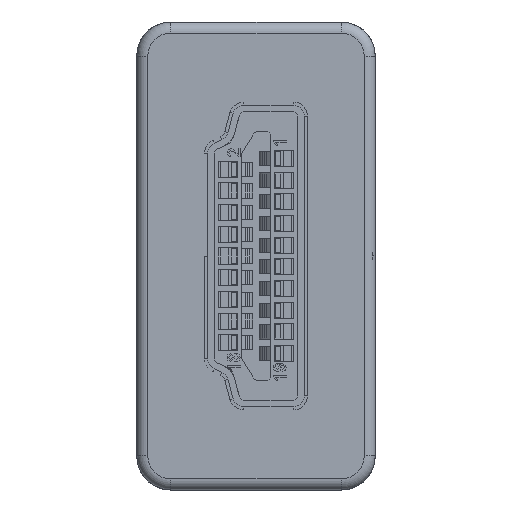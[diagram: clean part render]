
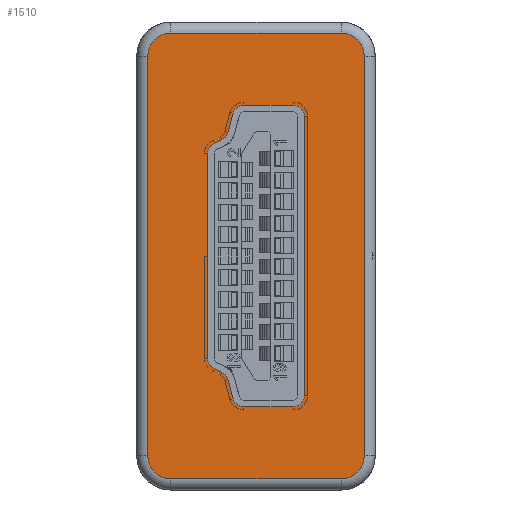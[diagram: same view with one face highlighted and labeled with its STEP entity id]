
A CAD part, left-side view. The second image highlights one B-rep face of the part: STEP entity #1510.
In plain terms, the highlighted face is planar.
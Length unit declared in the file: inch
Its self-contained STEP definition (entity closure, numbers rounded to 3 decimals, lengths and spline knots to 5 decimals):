
#628 = DIRECTION ( 'NONE',  ( 0., 1., 0. ) ) ;
#1104 = CARTESIAN_POINT ( 'NONE',  ( 0.23622, 0.038, 0. ) ) ;
#1510 = ADVANCED_FACE ( 'NONE', ( #73321, #60958 ), #61372, .F. ) ;
#1931 = EDGE_LOOP ( 'NONE', ( #59236, #72223, #51414, #28499, #21278, #13163, #62173, #84574 ) ) ;
#3197 = CARTESIAN_POINT ( 'NONE',  ( 0.23622, -0.05, 0. ) ) ;
#4862 = AXIS2_PLACEMENT_3D ( 'NONE', #85273, #32684, #20031 ) ;
#6905 = AXIS2_PLACEMENT_3D ( 'NONE', #20377, #59165, #19818 ) ;
#7976 = AXIS2_PLACEMENT_3D ( 'NONE', #61755, #8252, #41599 ) ;
#8252 = DIRECTION ( 'NONE',  ( 0., 0., -1. ) ) ;
#8423 = DIRECTION ( 'NONE',  ( 0., 1., 0. ) ) ;
#9307 = DIRECTION ( 'NONE',  ( -1., 0., 0. ) ) ;
#11327 = VERTEX_POINT ( 'NONE', #22525 ) ;
#11414 = ORIENTED_EDGE ( 'NONE', *, *, #78007, .T. ) ;
#11511 = DIRECTION ( 'NONE',  ( 1., 0., 0. ) ) ;
#11814 = LINE ( 'NONE', #22430, #56004 ) ;
#11893 = CARTESIAN_POINT ( 'NONE',  ( -0.363, 0.1545, 0. ) ) ;
#13163 = ORIENTED_EDGE ( 'NONE', *, *, #15900, .T. ) ;
#13520 = CARTESIAN_POINT ( 'NONE',  ( -0.363, -0.1545, 0. ) ) ;
#14399 = LINE ( 'NONE', #81447, #25754 ) ;
#15270 = DIRECTION ( 'NONE',  ( -1., 0., 0. ) ) ;
#15510 = CARTESIAN_POINT ( 'NONE',  ( -0.22422, -0.05, 0. ) ) ;
#15828 = CIRCLE ( 'NONE', #7976, 0.012 ) ;
#15900 = EDGE_CURVE ( 'NONE', #24823, #38961, #15828, .T. ) ;
#16457 = CIRCLE ( 'NONE', #6905, 0.012 ) ;
#17686 = CARTESIAN_POINT ( 'NONE',  ( -0.363, -0.1965, 0. ) ) ;
#17993 = VERTEX_POINT ( 'NONE', #39456 ) ;
#18375 = VECTOR ( 'NONE', #66613, 39.37008 ) ;
#19713 = VERTEX_POINT ( 'NONE', #28972 ) ;
#19818 = DIRECTION ( 'NONE',  ( -1., 0., 0. ) ) ;
#20031 = DIRECTION ( 'NONE',  ( -1., 0., 0. ) ) ;
#20377 = CARTESIAN_POINT ( 'NONE',  ( -0.22422, -0.038, 0. ) ) ;
#20749 = DIRECTION ( 'NONE',  ( -1., 0., 0. ) ) ;
#21278 = ORIENTED_EDGE ( 'NONE', *, *, #29168, .T. ) ;
#21919 = DIRECTION ( 'NONE',  ( 0., 0., 1. ) ) ;
#21972 = DIRECTION ( 'NONE',  ( 0., 0., -1. ) ) ;
#22430 = CARTESIAN_POINT ( 'NONE',  ( 0.405, 0.2165, 0. ) ) ;
#22525 = CARTESIAN_POINT ( 'NONE',  ( -0.405, 0.1545, 0. ) ) ;
#22833 = DIRECTION ( 'NONE',  ( 1., 0., 0. ) ) ;
#23196 = DIRECTION ( 'NONE',  ( 0., 0., 1. ) ) ;
#23619 = EDGE_CURVE ( 'NONE', #25499, #74819, #24839, .T. ) ;
#24823 = VERTEX_POINT ( 'NONE', #62704 ) ;
#24839 = CIRCLE ( 'NONE', #37931, 0.042 ) ;
#25049 = ORIENTED_EDGE ( 'NONE', *, *, #23619, .T. ) ;
#25196 = LINE ( 'NONE', #55225, #75558 ) ;
#25499 = VERTEX_POINT ( 'NONE', #39005 ) ;
#25754 = VECTOR ( 'NONE', #22833, 39.37008 ) ;
#27435 = VERTEX_POINT ( 'NONE', #41996 ) ;
#27637 = DIRECTION ( 'NONE',  ( 0., 0., 1. ) ) ;
#27875 = VERTEX_POINT ( 'NONE', #38255 ) ;
#27914 = VERTEX_POINT ( 'NONE', #51463 ) ;
#28499 = ORIENTED_EDGE ( 'NONE', *, *, #66287, .T. ) ;
#28972 = CARTESIAN_POINT ( 'NONE',  ( 0.22422, -0.05, 0. ) ) ;
#29112 = CARTESIAN_POINT ( 'NONE',  ( -0.425, 0.2165, 0. ) ) ;
#29150 = EDGE_LOOP ( 'NONE', ( #70456, #71921, #40235, #25049, #62896, #71629, #11414, #55094 ) ) ;
#29168 = EDGE_CURVE ( 'NONE', #27435, #24823, #57235, .T. ) ;
#29770 = DIRECTION ( 'NONE',  ( -1., 0., 0. ) ) ;
#30444 = VERTEX_POINT ( 'NONE', #56227 ) ;
#30664 = CARTESIAN_POINT ( 'NONE',  ( 0.363, -0.1545, 0. ) ) ;
#31335 = DIRECTION ( 'NONE',  ( -1., 0., 0. ) ) ;
#32199 = CARTESIAN_POINT ( 'NONE',  ( 0.22422, 0.038, 0. ) ) ;
#32684 = DIRECTION ( 'NONE',  ( 0., 0., -1. ) ) ;
#34009 = CARTESIAN_POINT ( 'NONE',  ( 0.405, -0.1545, 0. ) ) ;
#35056 = EDGE_CURVE ( 'NONE', #30444, #75573, #51233, .T. ) ;
#36036 = LINE ( 'NONE', #56644, #58751 ) ;
#36501 = VECTOR ( 'NONE', #8423, 39.37008 ) ;
#37149 = AXIS2_PLACEMENT_3D ( 'NONE', #30664, #23196, #29770 ) ;
#37931 = AXIS2_PLACEMENT_3D ( 'NONE', #13520, #27637, #20749 ) ;
#38255 = CARTESIAN_POINT ( 'NONE',  ( 0.405, 0.1545, 0. ) ) ;
#38604 = DIRECTION ( 'NONE',  ( -1., 0., 0. ) ) ;
#38713 = EDGE_CURVE ( 'NONE', #38961, #30444, #14399, .T. ) ;
#38961 = VERTEX_POINT ( 'NONE', #40174 ) ;
#39005 = CARTESIAN_POINT ( 'NONE',  ( -0.405, -0.1545, 0. ) ) ;
#39084 = EDGE_CURVE ( 'NONE', #74261, #85263, #41029, .T. ) ;
#39456 = CARTESIAN_POINT ( 'NONE',  ( 0.363, 0.1965, 0. ) ) ;
#39738 = VECTOR ( 'NONE', #628, 39.37008 ) ;
#39986 = VERTEX_POINT ( 'NONE', #41375 ) ;
#40041 = CARTESIAN_POINT ( 'NONE',  ( -0.23622, -0.05, 0. ) ) ;
#40174 = CARTESIAN_POINT ( 'NONE',  ( -0.22422, 0.05, 0. ) ) ;
#40235 = ORIENTED_EDGE ( 'NONE', *, *, #71893, .T. ) ;
#40620 = AXIS2_PLACEMENT_3D ( 'NONE', #32199, #58341, #31335 ) ;
#40623 = EDGE_CURVE ( 'NONE', #17993, #39986, #25196, .T. ) ;
#41029 = CIRCLE ( 'NONE', #37149, 0.042 ) ;
#41375 = CARTESIAN_POINT ( 'NONE',  ( -0.363, 0.1965, 0. ) ) ;
#41397 = AXIS2_PLACEMENT_3D ( 'NONE', #67349, #21919, #15270 ) ;
#41599 = DIRECTION ( 'NONE',  ( -1., 0., 0. ) ) ;
#41937 = AXIS2_PLACEMENT_3D ( 'NONE', #29112, #21972, #9307 ) ;
#41996 = CARTESIAN_POINT ( 'NONE',  ( -0.23622, -0.038, 0. ) ) ;
#43070 = VECTOR ( 'NONE', #84546, 39.37008 ) ;
#47302 = CARTESIAN_POINT ( 'NONE',  ( -0.405, 0.2165, 0. ) ) ;
#47641 = EDGE_CURVE ( 'NONE', #74819, #74261, #59560, .T. ) ;
#51233 = CIRCLE ( 'NONE', #40620, 0.012 ) ;
#51414 = ORIENTED_EDGE ( 'NONE', *, *, #75330, .F. ) ;
#51463 = CARTESIAN_POINT ( 'NONE',  ( 0.23622, -0.038, 0. ) ) ;
#52356 = DIRECTION ( 'NONE',  ( 0., 0., 1. ) ) ;
#54095 = CIRCLE ( 'NONE', #67108, 0.042 ) ;
#55094 = ORIENTED_EDGE ( 'NONE', *, *, #75092, .T. ) ;
#55225 = CARTESIAN_POINT ( 'NONE',  ( -0.363, 0.1965, 0. ) ) ;
#55794 = DIRECTION ( 'NONE',  ( -1., 0., 0. ) ) ;
#56004 = VECTOR ( 'NONE', #81606, 39.37008 ) ;
#56227 = CARTESIAN_POINT ( 'NONE',  ( 0.22422, 0.05, 0. ) ) ;
#56644 = CARTESIAN_POINT ( 'NONE',  ( -0.23622, -0.05, 0. ) ) ;
#57235 = LINE ( 'NONE', #40041, #39738 ) ;
#57477 = EDGE_CURVE ( 'NONE', #39986, #11327, #54095, .T. ) ;
#57855 = CIRCLE ( 'NONE', #41397, 0.042 ) ;
#58341 = DIRECTION ( 'NONE',  ( 0., 0., -1. ) ) ;
#58751 = VECTOR ( 'NONE', #11511, 39.37008 ) ;
#59165 = DIRECTION ( 'NONE',  ( 0., 0., -1. ) ) ;
#59236 = ORIENTED_EDGE ( 'NONE', *, *, #68974, .F. ) ;
#59560 = LINE ( 'NONE', #71646, #43070 ) ;
#60958 = FACE_BOUND ( 'NONE', #1931, .T. ) ;
#61372 = PLANE ( 'NONE',  #41937 ) ;
#61755 = CARTESIAN_POINT ( 'NONE',  ( -0.22422, 0.038, 0. ) ) ;
#62173 = ORIENTED_EDGE ( 'NONE', *, *, #38713, .T. ) ;
#62704 = CARTESIAN_POINT ( 'NONE',  ( -0.23622, 0.038, 0. ) ) ;
#62896 = ORIENTED_EDGE ( 'NONE', *, *, #47641, .T. ) ;
#66287 = EDGE_CURVE ( 'NONE', #69558, #27435, #16457, .T. ) ;
#66613 = DIRECTION ( 'NONE',  ( 0., -1., 0. ) ) ;
#67108 = AXIS2_PLACEMENT_3D ( 'NONE', #11893, #52356, #38604 ) ;
#67349 = CARTESIAN_POINT ( 'NONE',  ( 0.363, 0.1545, 0. ) ) ;
#68974 = EDGE_CURVE ( 'NONE', #27914, #75573, #71536, .T. ) ;
#69558 = VERTEX_POINT ( 'NONE', #15510 ) ;
#70136 = CARTESIAN_POINT ( 'NONE',  ( 0.363, -0.1965, 0. ) ) ;
#70456 = ORIENTED_EDGE ( 'NONE', *, *, #40623, .T. ) ;
#71536 = LINE ( 'NONE', #3197, #36501 ) ;
#71629 = ORIENTED_EDGE ( 'NONE', *, *, #39084, .T. ) ;
#71646 = CARTESIAN_POINT ( 'NONE',  ( -0.425, -0.1965, 0. ) ) ;
#71893 = EDGE_CURVE ( 'NONE', #11327, #25499, #72890, .T. ) ;
#71921 = ORIENTED_EDGE ( 'NONE', *, *, #57477, .T. ) ;
#72223 = ORIENTED_EDGE ( 'NONE', *, *, #72857, .T. ) ;
#72857 = EDGE_CURVE ( 'NONE', #27914, #19713, #77711, .T. ) ;
#72890 = LINE ( 'NONE', #47302, #18375 ) ;
#73321 = FACE_OUTER_BOUND ( 'NONE', #29150, .T. ) ;
#74261 = VERTEX_POINT ( 'NONE', #70136 ) ;
#74819 = VERTEX_POINT ( 'NONE', #17686 ) ;
#75092 = EDGE_CURVE ( 'NONE', #27875, #17993, #57855, .T. ) ;
#75330 = EDGE_CURVE ( 'NONE', #69558, #19713, #36036, .T. ) ;
#75558 = VECTOR ( 'NONE', #55794, 39.37008 ) ;
#75573 = VERTEX_POINT ( 'NONE', #1104 ) ;
#77711 = CIRCLE ( 'NONE', #4862, 0.012 ) ;
#78007 = EDGE_CURVE ( 'NONE', #85263, #27875, #11814, .T. ) ;
#81447 = CARTESIAN_POINT ( 'NONE',  ( -0.23622, 0.05, 0. ) ) ;
#81606 = DIRECTION ( 'NONE',  ( 0., 1., 0. ) ) ;
#84546 = DIRECTION ( 'NONE',  ( 1., 0., 0. ) ) ;
#84574 = ORIENTED_EDGE ( 'NONE', *, *, #35056, .T. ) ;
#85263 = VERTEX_POINT ( 'NONE', #34009 ) ;
#85273 = CARTESIAN_POINT ( 'NONE',  ( 0.22422, -0.038, 0. ) ) ;
